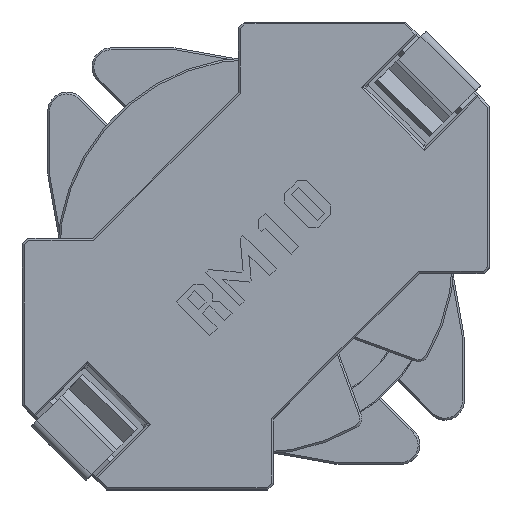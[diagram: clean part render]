
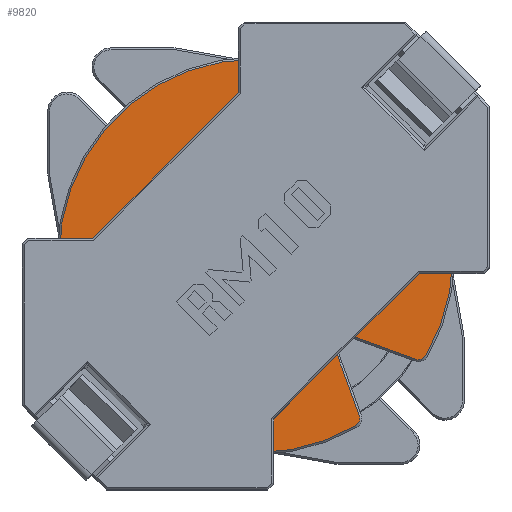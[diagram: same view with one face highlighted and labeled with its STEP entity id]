
A CAD part, top view. The second image highlights one B-rep face of the part: STEP entity #9820.
In plain terms, the highlighted planar face has unit normal (0, 0, 1).
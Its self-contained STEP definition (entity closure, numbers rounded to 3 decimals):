
#100=CIRCLE('',#10237,5.55);
#156=CIRCLE('',#10425,10.4);
#157=CIRCLE('',#10427,0.453);
#159=CIRCLE('',#10431,0.653);
#161=CIRCLE('',#10435,0.453);
#201=FACE_BOUND('',#1735,.T.);
#605=PLANE('',#10438);
#1149=FACE_OUTER_BOUND('',#1734,.T.);
#1734=EDGE_LOOP('',(#8562,#8563,#8564,#8565,#8566,#8567));
#1735=EDGE_LOOP('',(#8568));
#2867=LINE('',#16160,#4034);
#2871=LINE('',#16172,#4038);
#4034=VECTOR('',#12649,3.569);
#4038=VECTOR('',#12661,3.569);
#4705=VERTEX_POINT('',#15361);
#4900=VERTEX_POINT('',#16148);
#4901=VERTEX_POINT('',#16150);
#4902=VERTEX_POINT('',#16154);
#4903=VERTEX_POINT('',#16158);
#4904=VERTEX_POINT('',#16162);
#4906=VERTEX_POINT('',#16168);
#5815=EDGE_CURVE('',#4705,#4705,#100,.T.);
#6137=EDGE_CURVE('',#4901,#4900,#156,.T.);
#6139=EDGE_CURVE('',#4900,#4902,#157,.T.);
#6141=EDGE_CURVE('',#4902,#4903,#2867,.T.);
#6144=EDGE_CURVE('',#4903,#4904,#159,.T.);
#6147=EDGE_CURVE('',#4904,#4906,#2871,.T.);
#6149=EDGE_CURVE('',#4906,#4901,#161,.T.);
#8562=ORIENTED_EDGE('',*,*,#6137,.F.);
#8563=ORIENTED_EDGE('',*,*,#6149,.F.);
#8564=ORIENTED_EDGE('',*,*,#6147,.F.);
#8565=ORIENTED_EDGE('',*,*,#6144,.F.);
#8566=ORIENTED_EDGE('',*,*,#6141,.F.);
#8567=ORIENTED_EDGE('',*,*,#6139,.F.);
#8568=ORIENTED_EDGE('',*,*,#5815,.T.);
#9820=ADVANCED_FACE('',(#1149,#201),#605,.T.);
#10237=AXIS2_PLACEMENT_3D('',#15362,#12001,#12002);
#10425=AXIS2_PLACEMENT_3D('',#16152,#12639,#12640);
#10427=AXIS2_PLACEMENT_3D('',#16156,#12644,#12645);
#10431=AXIS2_PLACEMENT_3D('',#16166,#12655,#12656);
#10435=AXIS2_PLACEMENT_3D('',#16175,#12666,#12667);
#10438=AXIS2_PLACEMENT_3D('',#16180,#12674,#12675);
#12001=DIRECTION('center_axis',(0.,0.,-1.));
#12002=DIRECTION('ref_axis',(1.,0.,0.));
#12639=DIRECTION('center_axis',(0.,0.,-1.));
#12640=DIRECTION('ref_axis',(-0.863,0.506,0.));
#12644=DIRECTION('center_axis',(0.,0.,-1.));
#12645=DIRECTION('ref_axis',(-0.342,-0.94,0.));
#12649=DIRECTION('',(-0.94,0.342,0.));
#12655=DIRECTION('center_axis',(0.,0.,1.));
#12656=DIRECTION('ref_axis',(0.342,0.94,0.));
#12661=DIRECTION('',(0.342,-0.94,0.));
#12666=DIRECTION('center_axis',(0.,0.,-1.));
#12667=DIRECTION('ref_axis',(0.506,-0.863,0.));
#12674=DIRECTION('center_axis',(0.,0.,1.));
#12675=DIRECTION('ref_axis',(1.,0.,0.));
#15361=CARTESIAN_POINT('',(5.55,0.,9.775));
#15362=CARTESIAN_POINT('Origin',(0.,0.,9.775));
#16148=CARTESIAN_POINT('',(8.972,-5.26,9.775));
#16150=CARTESIAN_POINT('',(5.26,-8.972,9.775));
#16152=CARTESIAN_POINT('Origin',(0.,0.,9.775));
#16154=CARTESIAN_POINT('',(8.426,-5.457,9.775));
#16156=CARTESIAN_POINT('Origin',(8.581,-5.031,9.775));
#16158=CARTESIAN_POINT('',(5.072,-4.236,9.775));
#16160=CARTESIAN_POINT('',(3.829,-3.783,9.775));
#16162=CARTESIAN_POINT('',(4.236,-5.072,9.775));
#16166=CARTESIAN_POINT('Origin',(4.849,-4.849,9.775));
#16168=CARTESIAN_POINT('',(5.457,-8.426,9.775));
#16172=CARTESIAN_POINT('',(3.173,-2.152,9.775));
#16175=CARTESIAN_POINT('Origin',(5.031,-8.581,9.775));
#16180=CARTESIAN_POINT('Origin',(0.,0.,9.775));
